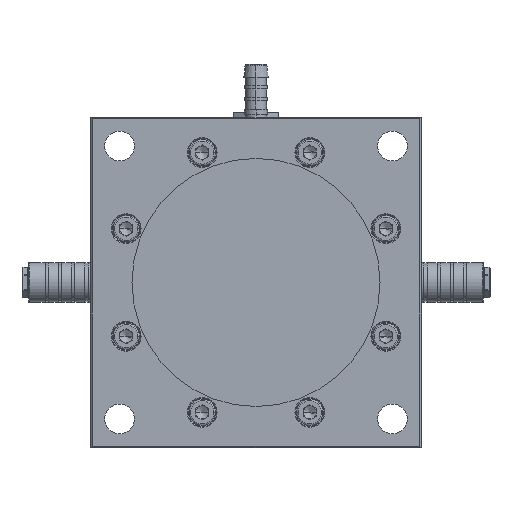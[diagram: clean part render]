
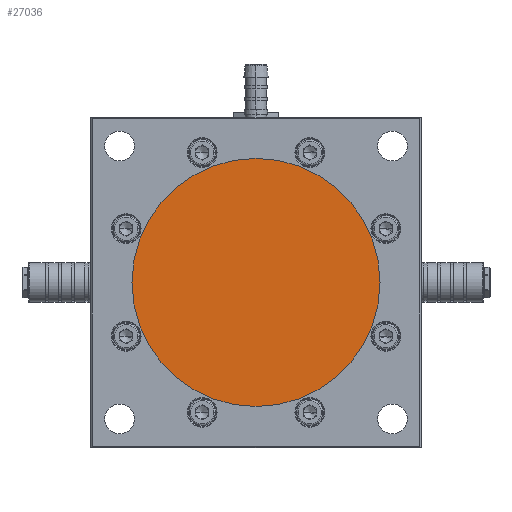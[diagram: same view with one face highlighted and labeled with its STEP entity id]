
A CAD part, front view. The second image highlights one B-rep face of the part: STEP entity #27036.
In plain terms, the highlighted planar face has unit normal (0, -1, 0).
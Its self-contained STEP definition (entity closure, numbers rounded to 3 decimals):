
#1386 = AXIS2_PLACEMENT_3D ( 'NONE', #35279, #23792, #39365 ) ;
#1630 = EDGE_CURVE ( 'NONE', #11896, #11767, #44365, .T. ) ;
#10171 = DIRECTION ( 'NONE',  ( -1., 0., 0. ) ) ;
#10991 = AXIS2_PLACEMENT_3D ( 'NONE', #18323, #33075, #10171 ) ;
#11042 = CARTESIAN_POINT ( 'NONE',  ( 0., 1., 0. ) ) ;
#11767 = VERTEX_POINT ( 'NONE', #23459 ) ;
#11896 = VERTEX_POINT ( 'NONE', #20871 ) ;
#16156 = PLANE ( 'NONE',  #1386 ) ;
#18323 = CARTESIAN_POINT ( 'NONE',  ( 0., 1., 0. ) ) ;
#18946 = DIRECTION ( 'NONE',  ( 0., -1., 0. ) ) ;
#20871 = CARTESIAN_POINT ( 'NONE',  ( -75., 1., 0. ) ) ;
#23459 = CARTESIAN_POINT ( 'NONE',  ( 75., 1., 0. ) ) ;
#23792 = DIRECTION ( 'NONE',  ( 0., -1., 0. ) ) ;
#26566 = DIRECTION ( 'NONE',  ( -1., 0., 0. ) ) ;
#27036 = ADVANCED_FACE ( 'NONE', ( #46740 ), #16156, .T. ) ;
#27715 = ORIENTED_EDGE ( 'NONE', *, *, #28559, .T. ) ;
#28559 = EDGE_CURVE ( 'NONE', #11767, #11896, #47010, .T. ) ;
#30979 = ORIENTED_EDGE ( 'NONE', *, *, #1630, .T. ) ;
#32201 = EDGE_LOOP ( 'NONE', ( #30979, #27715 ) ) ;
#33075 = DIRECTION ( 'NONE',  ( 0., -1., 0. ) ) ;
#34113 = AXIS2_PLACEMENT_3D ( 'NONE', #11042, #18946, #26566 ) ;
#35279 = CARTESIAN_POINT ( 'NONE',  ( 0., 1., 0. ) ) ;
#39365 = DIRECTION ( 'NONE',  ( 0., 0., -1. ) ) ;
#44365 = CIRCLE ( 'NONE', #10991, 75. ) ;
#46740 = FACE_OUTER_BOUND ( 'NONE', #32201, .T. ) ;
#47010 = CIRCLE ( 'NONE', #34113, 75. ) ;
